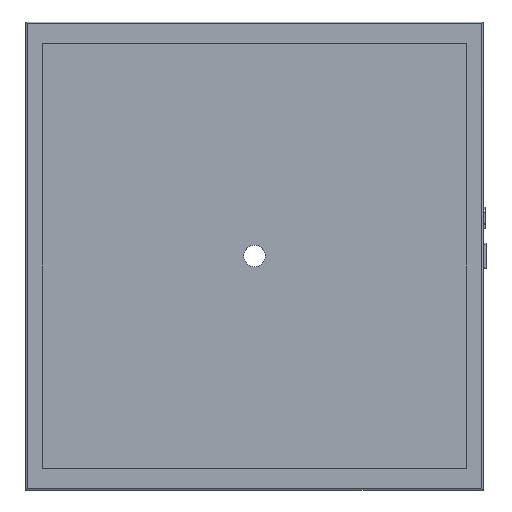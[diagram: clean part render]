
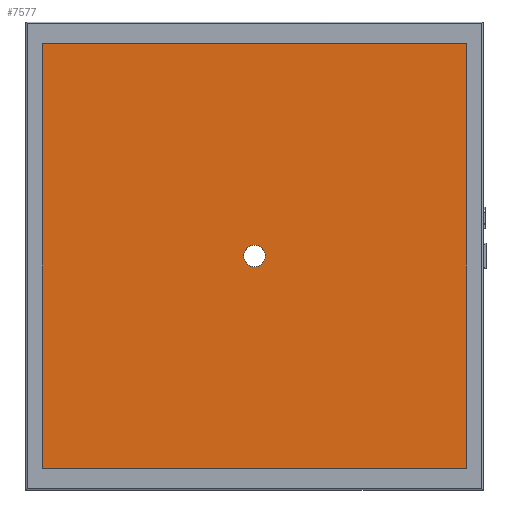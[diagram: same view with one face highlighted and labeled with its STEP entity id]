
A CAD part, top view. The second image highlights one B-rep face of the part: STEP entity #7577.
In plain terms, the highlighted planar face has unit normal (0, 0, 1).
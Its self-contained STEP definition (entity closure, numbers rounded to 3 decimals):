
#3439=CIRCLE('',#7171,20.);
#3652=ORIENTED_EDGE('',*,*,#4772,.F.);
#3653=ORIENTED_EDGE('',*,*,#4777,.F.);
#3654=ORIENTED_EDGE('',*,*,#4776,.F.);
#3655=ORIENTED_EDGE('',*,*,#4774,.F.);
#3656=ORIENTED_EDGE('',*,*,#4778,.F.);
#4204=VECTOR('',#5648,1.);
#4206=VECTOR('',#5652,1.);
#4208=VECTOR('',#5656,1.);
#4209=VECTOR('',#5659,1.);
#4358=LINE('',#6497,#4204);
#4360=LINE('',#6501,#4206);
#4362=LINE('',#6505,#4208);
#4363=LINE('',#6507,#4209);
#4520=VERTEX_POINT('',#6493);
#4521=VERTEX_POINT('',#6495);
#4522=VERTEX_POINT('',#6499);
#4523=VERTEX_POINT('',#6503);
#4524=VERTEX_POINT('',#6509);
#4772=EDGE_CURVE('',#4521,#4520,#4358,.T.);
#4774=EDGE_CURVE('',#4520,#4522,#4360,.T.);
#4776=EDGE_CURVE('',#4522,#4523,#4362,.T.);
#4777=EDGE_CURVE('',#4523,#4521,#4363,.T.);
#4778=EDGE_CURVE('',#4524,#4524,#3439,.T.);
#5055=EDGE_LOOP('',(#3652,#3653,#3654,#3655));
#5056=EDGE_LOOP('',(#3656));
#5315=FACE_BOUND('',#5055,.T.);
#5316=FACE_BOUND('',#5056,.T.);
#5648=DIRECTION('',(-780.,0.,0.));
#5652=DIRECTION('',(0.,780.,0.));
#5656=DIRECTION('',(780.,0.,0.));
#5659=DIRECTION('',(0.,-780.,0.));
#5660=DIRECTION('',(0.,0.,1.));
#5661=DIRECTION('',(0.,-1.,0.));
#5662=DIRECTION('',(0.,0.,1.));
#5663=DIRECTION('',(0.,20.,0.));
#6493=CARTESIAN_POINT('',(30.,40.,20.1));
#6495=CARTESIAN_POINT('',(810.,40.,20.1));
#6497=CARTESIAN_POINT('',(810.,40.,20.1));
#6499=CARTESIAN_POINT('',(30.,820.,20.1));
#6501=CARTESIAN_POINT('',(30.,40.,20.1));
#6503=CARTESIAN_POINT('',(810.,820.,20.1));
#6505=CARTESIAN_POINT('',(30.,820.,20.1));
#6507=CARTESIAN_POINT('',(810.,820.,20.1));
#6508=CARTESIAN_POINT('',(810.,40.,20.1));
#6509=CARTESIAN_POINT('',(420.,450.,20.1));
#6510=CARTESIAN_POINT('',(420.,430.,20.1));
#7170=AXIS2_PLACEMENT_3D('',#6508,#5660,#5661);
#7171=AXIS2_PLACEMENT_3D('',#6510,#5662,#5663);
#7490=PLANE('',#7170);
#7577=ADVANCED_FACE('',(#5315,#5316),#7490,.T.);
